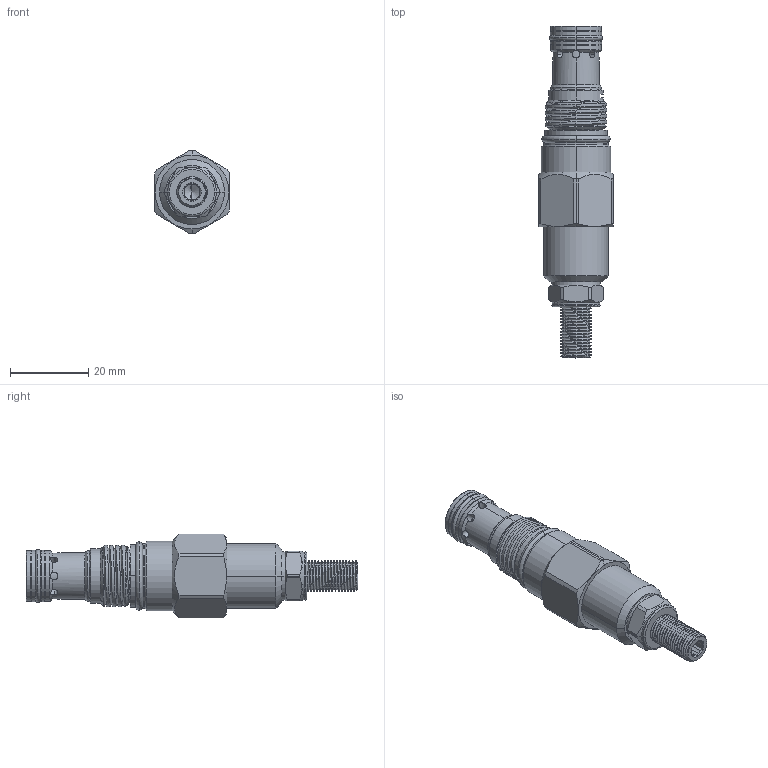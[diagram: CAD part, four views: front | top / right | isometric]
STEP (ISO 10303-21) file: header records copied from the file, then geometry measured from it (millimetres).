
FILE_DESCRIPTION (( 'STEP AP203' ), '1' );
FILE_NAME ('RP162A20-L.STEP', '2020-03-23T06:50:32', ( '' ), ( '' ), 'SwSTEP 2.0', 'SolidWorks 2018', '' );
FILE_SCHEMA (( 'CONFIG_CONTROL_DESIGN' ));
Length unit declared in the file: millimetre
Products named in the file (1): RP162A20-L
Bounding box: 19.05 x 85.05 x 21.4 mm (x, y, z)
Volume: 14617.8 mm3; surface area: 6033 mm2
Topology: 5 solids, 5 shells, 238 faces, 598 edges, 377 vertices
Faces by surface type: cylinder 136, plane 49, cone 34, torus 16, bspline 3
Entity records: 13927 total; most frequent: CARTESIAN_POINT 8478, ORIENTED_EDGE 1192, DIRECTION 1065, EDGE_CURVE 596, AXIS2_PLACEMENT_3D 432, VERTEX_POINT 377, EDGE_LOOP 257, FACE_OUTER_BOUND 238
